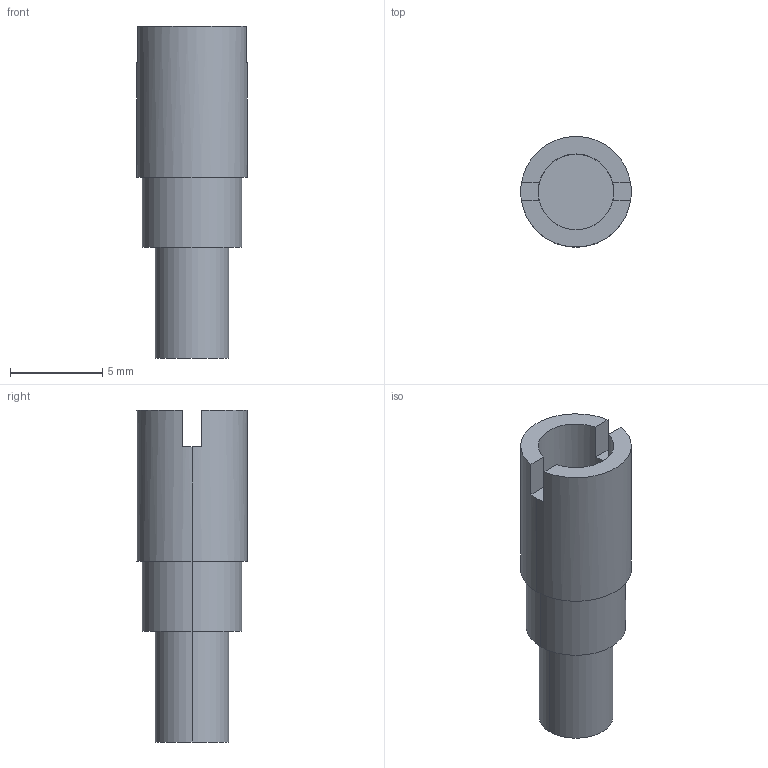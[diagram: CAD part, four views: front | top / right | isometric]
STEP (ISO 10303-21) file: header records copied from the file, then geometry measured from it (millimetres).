
FILE_DESCRIPTION(('Creo Elements/Direct Modeling STEP Export'),'2;1');
FILE_NAME('model.stp','2020-10-31T 0:09:51',(''),(''),'Creo Elements/Direct Modeling STEP processor for AP214 (Solid Model)','Creo Elements/Direct Modeling 20.1A 29-Sep-2018 (C) Parametric Technology GmbH','');
FILE_SCHEMA(('AUTOMOTIVE_DESIGN { 1 0 10303 214 1 1 1 1 }'));
Length unit declared in the file: millimetre
Products named in the file (2): PSB_4_7_6-select
Assembly tree (1 placements, depth 2):
  PSB_4_7_6-select
    PSB_4_7_6-select
Bounding box: 6 x 6 x 18 mm (x, y, z)
Volume: 258.4 mm3; surface area: 479.5 mm2
Topology: 1 solids, 1 shells, 20 faces, 48 edges, 32 vertices
Faces by surface type: plane 12, cylinder 8
Entity records: 711 total; most frequent: ORIENTED_EDGE 96, CARTESIAN_POINT 84, DIRECTION 80, EDGE_CURVE 48, VERTEX_POINT 32, AXIS2_PLACEMENT_3D 28, VECTOR 24, LINE 24
